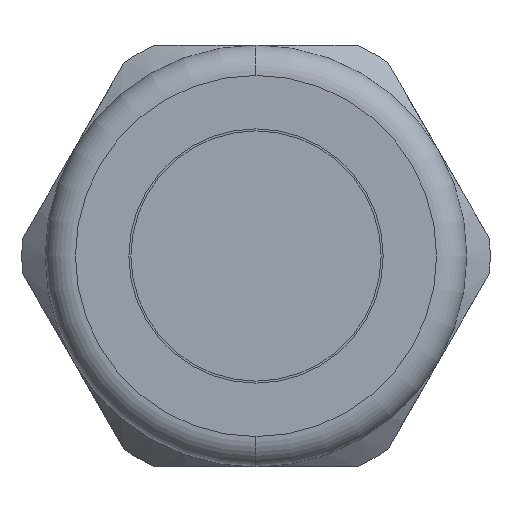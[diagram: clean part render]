
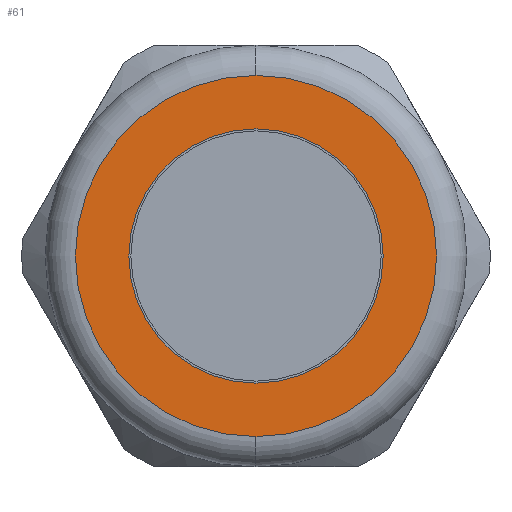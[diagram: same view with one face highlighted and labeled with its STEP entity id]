
A CAD part, left-side view. The second image highlights one B-rep face of the part: STEP entity #61.
In plain terms, the highlighted planar face has unit normal (-1, 0, 0).
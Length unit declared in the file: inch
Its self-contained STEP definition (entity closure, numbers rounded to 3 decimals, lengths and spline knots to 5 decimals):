
#61 = ADVANCED_FACE ( 'NONE', ( #1103, #1102 ), #1101, .T. ) ;
#75 = EDGE_CURVE ( 'NONE', #309, #331, #1144, .T. ) ;
#300 = VERTEX_POINT ( 'NONE', #1526 ) ;
#309 = VERTEX_POINT ( 'NONE', #1515 ) ;
#320 = VERTEX_POINT ( 'NONE', #1556 ) ;
#321 = EDGE_CURVE ( 'NONE', #300, #320, #1554, .T. ) ;
#331 = VERTEX_POINT ( 'NONE', #1587 ) ;
#338 = EDGE_CURVE ( 'NONE', #331, #309, #1638, .T. ) ;
#1097 = DIRECTION ( 'NONE',  ( 0., 0., 1. ) ) ;
#1098 = DIRECTION ( 'NONE',  ( -1., 0., 0. ) ) ;
#1099 = CARTESIAN_POINT ( 'NONE',  ( -2.2, 1.045, 0. ) ) ;
#1100 = AXIS2_PLACEMENT_3D ( 'NONE', #1099, #1098, #1097 ) ;
#1101 = PLANE ( 'NONE',  #1100 ) ;
#1102 = FACE_BOUND ( 'NONE', #5100, .T. ) ;
#1103 = FACE_OUTER_BOUND ( 'NONE', #5103, .T. ) ;
#1141 = DIRECTION ( 'NONE',  ( 0., 0., -1. ) ) ;
#1142 = DIRECTION ( 'NONE',  ( 1., 0., 0. ) ) ;
#1143 = AXIS2_PLACEMENT_3D ( 'NONE', #1150, #1142, #1141 ) ;
#1144 = CIRCLE ( 'NONE', #1143, 0.63 ) ;
#1150 = CARTESIAN_POINT ( 'NONE',  ( -2.2, 0., 0. ) ) ;
#1515 = CARTESIAN_POINT ( 'NONE',  ( -2.2, 0., -0.63 ) ) ;
#1526 = CARTESIAN_POINT ( 'NONE',  ( -2.2, 0., 0.895 ) ) ;
#1550 = DIRECTION ( 'NONE',  ( 0., 0., 1. ) ) ;
#1551 = DIRECTION ( 'NONE',  ( -1., 0., 0. ) ) ;
#1552 = CARTESIAN_POINT ( 'NONE',  ( -2.2, 0., 0. ) ) ;
#1553 = AXIS2_PLACEMENT_3D ( 'NONE', #1552, #1551, #1550 ) ;
#1554 = CIRCLE ( 'NONE', #1553, 0.895 ) ;
#1556 = CARTESIAN_POINT ( 'NONE',  ( -2.2, 0., -0.895 ) ) ;
#1579 = CARTESIAN_POINT ( 'NONE',  ( -2.2, 0., 0. ) ) ;
#1587 = CARTESIAN_POINT ( 'NONE',  ( -2.2, 0., 0.63 ) ) ;
#1635 = DIRECTION ( 'NONE',  ( 0., 0., -1. ) ) ;
#1636 = DIRECTION ( 'NONE',  ( 1., 0., 0. ) ) ;
#1637 = AXIS2_PLACEMENT_3D ( 'NONE', #1579, #1636, #1635 ) ;
#1638 = CIRCLE ( 'NONE', #1637, 0.63 ) ;
#2894 = DIRECTION ( 'NONE',  ( 0., 0., 1. ) ) ;
#2895 = DIRECTION ( 'NONE',  ( -1., 0., 0. ) ) ;
#2896 = CARTESIAN_POINT ( 'NONE',  ( -2.2, 0., 0. ) ) ;
#2897 = AXIS2_PLACEMENT_3D ( 'NONE', #2896, #2895, #2894 ) ;
#2898 = CIRCLE ( 'NONE', #2897, 0.895 ) ;
#5093 = ORIENTED_EDGE ( 'NONE', *, *, #338, .T. ) ;
#5098 = ORIENTED_EDGE ( 'NONE', *, *, #75, .T. ) ;
#5100 = EDGE_LOOP ( 'NONE', ( #5098, #5093 ) ) ;
#5103 = EDGE_LOOP ( 'NONE', ( #5107, #5111 ) ) ;
#5107 = ORIENTED_EDGE ( 'NONE', *, *, #321, .T. ) ;
#5111 = ORIENTED_EDGE ( 'NONE', *, *, #5112, .T. ) ;
#5112 = EDGE_CURVE ( 'NONE', #320, #300, #2898, .T. ) ;
